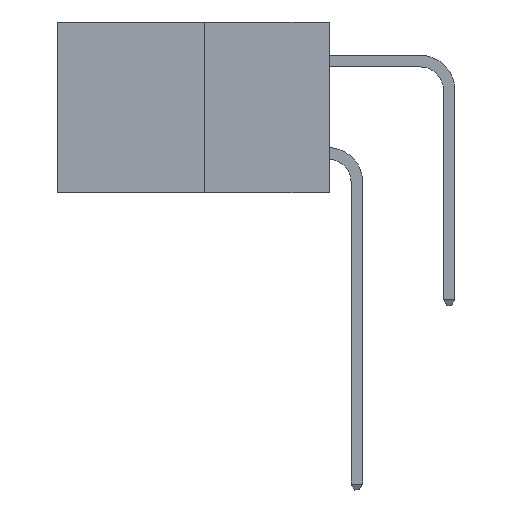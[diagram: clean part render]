
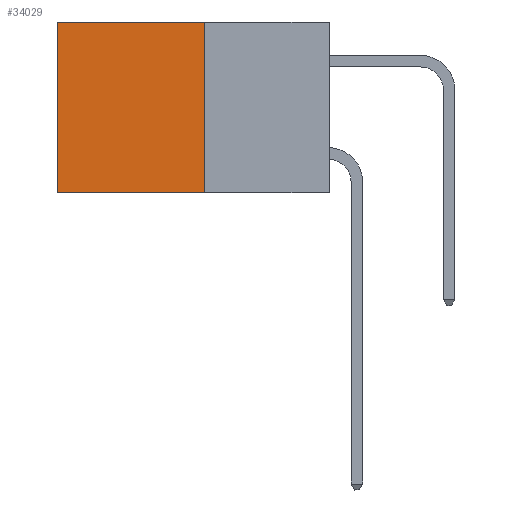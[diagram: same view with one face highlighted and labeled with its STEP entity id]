
A CAD part, left-side view. The second image highlights one B-rep face of the part: STEP entity #34029.
In plain terms, the highlighted planar face has unit normal (-1, 0, 0).
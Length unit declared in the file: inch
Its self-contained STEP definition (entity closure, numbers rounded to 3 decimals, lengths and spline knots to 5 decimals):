
#754 = CARTESIAN_POINT ( 'NONE',  ( 0.277, 0.59, 0. ) ) ;
#815 = ORIENTED_EDGE ( 'NONE', *, *, #6814, .F. ) ;
#1093 = EDGE_CURVE ( 'NONE', #20481, #7838, #12260, .T. ) ;
#2706 = CARTESIAN_POINT ( 'NONE',  ( 0.277, 0.59, -0.37 ) ) ;
#6814 = EDGE_CURVE ( 'NONE', #14456, #20481, #28152, .T. ) ;
#7838 = VERTEX_POINT ( 'NONE', #28130 ) ;
#8202 = DIRECTION ( 'NONE',  ( 0., 0., -1. ) ) ;
#8594 = LINE ( 'NONE', #2706, #29890 ) ;
#8901 = DIRECTION ( 'NONE',  ( 0., 0., -1. ) ) ;
#10563 = CARTESIAN_POINT ( 'NONE',  ( 0.277, 0.27, -0.37 ) ) ;
#12260 = LINE ( 'NONE', #13036, #21000 ) ;
#12401 = CARTESIAN_POINT ( 'NONE',  ( 0.277, 0.27, 0. ) ) ;
#13036 = CARTESIAN_POINT ( 'NONE',  ( 0.277, 0.27, -0.37 ) ) ;
#13326 = PLANE ( 'NONE',  #32326 ) ;
#14456 = VERTEX_POINT ( 'NONE', #12401 ) ;
#15926 = ORIENTED_EDGE ( 'NONE', *, *, #1093, .F. ) ;
#16201 = CARTESIAN_POINT ( 'NONE',  ( 0.277, 0.27, -0.37 ) ) ;
#16659 = FACE_OUTER_BOUND ( 'NONE', #25569, .T. ) ;
#18803 = DIRECTION ( 'NONE',  ( 0., 0., -1. ) ) ;
#18952 = CARTESIAN_POINT ( 'NONE',  ( 0.277, 0.27, 0. ) ) ;
#20481 = VERTEX_POINT ( 'NONE', #10563 ) ;
#21000 = VECTOR ( 'NONE', #27073, 39.37008 ) ;
#21651 = DIRECTION ( 'NONE',  ( 0., 1., 0. ) ) ;
#22584 = EDGE_CURVE ( 'NONE', #14456, #34162, #32650, .T. ) ;
#24237 = DIRECTION ( 'NONE',  ( 1., 0., 0. ) ) ;
#24920 = CARTESIAN_POINT ( 'NONE',  ( 0.277, 0.27, -0.37 ) ) ;
#24961 = ORIENTED_EDGE ( 'NONE', *, *, #22584, .T. ) ;
#25569 = EDGE_LOOP ( 'NONE', ( #27493, #15926, #815, #24961 ) ) ;
#25681 = VECTOR ( 'NONE', #21651, 39.37008 ) ;
#27073 = DIRECTION ( 'NONE',  ( 0., 1., 0. ) ) ;
#27493 = ORIENTED_EDGE ( 'NONE', *, *, #28388, .T. ) ;
#28130 = CARTESIAN_POINT ( 'NONE',  ( 0.277, 0.59, -0.37 ) ) ;
#28152 = LINE ( 'NONE', #24920, #34224 ) ;
#28388 = EDGE_CURVE ( 'NONE', #34162, #7838, #8594, .T. ) ;
#29890 = VECTOR ( 'NONE', #18803, 39.37008 ) ;
#32326 = AXIS2_PLACEMENT_3D ( 'NONE', #16201, #24237, #8202 ) ;
#32650 = LINE ( 'NONE', #18952, #25681 ) ;
#34029 = ADVANCED_FACE ( 'NONE', ( #16659 ), #13326, .F. ) ;
#34162 = VERTEX_POINT ( 'NONE', #754 ) ;
#34224 = VECTOR ( 'NONE', #8901, 39.37008 ) ;
